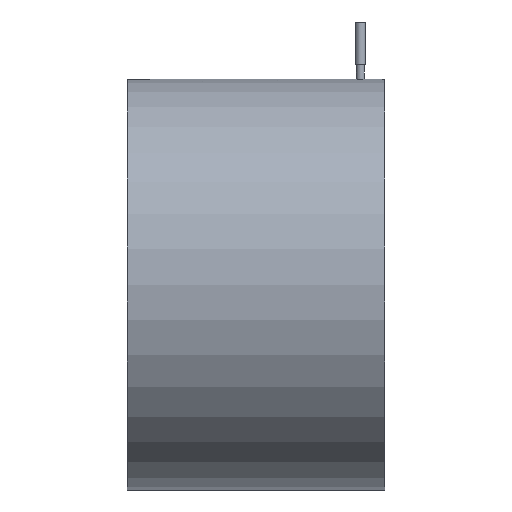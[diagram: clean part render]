
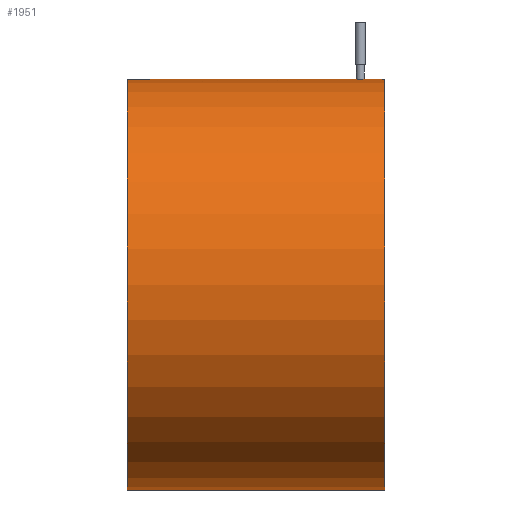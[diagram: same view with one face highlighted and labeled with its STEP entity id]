
A CAD part, front view. The second image highlights one B-rep face of the part: STEP entity #1951.
In plain terms, the highlighted cylindrical face has radius 122.682 mm (diameter 245.364 mm), a partial arc.
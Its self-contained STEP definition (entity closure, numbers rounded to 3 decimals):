
#1744=CARTESIAN_POINT('POINT109',(141.605,0.,
   122.682));
#1745=VERTEX_POINT('VERTEX109',#1744);
#1753=CARTESIAN_POINT('POINT110',(136.779,0.,
   122.682));
#1754=VERTEX_POINT('VERTEX110',#1753);
#1761=CARTESIAN_POINT('POINT111',(139.192,-2.413,
   122.658));
#1762=VERTEX_POINT('VERTEX111',#1761);
#1763=B_SPLINE_CURVE_WITH_KNOTS('SPLINE_CRV1',3,(#1764,#1765,#1766,#1767
   ,#1768,#1769,#1770,#1771,#1772,#1773),.UNSPECIFIED.,.F.,.F.,(4,2,2,2,
   4),(0.,0.036,0.072,
   0.107,0.143),.UNSPECIFIED.);
#1764=CARTESIAN_POINT('',(139.192,-2.413,122.658
   ));
#1765=CARTESIAN_POINT('',(138.889,-2.413,
   122.658));
#1766=CARTESIAN_POINT('',(138.566,-2.352,
   122.66));
#1767=CARTESIAN_POINT('',(137.971,-2.106,
   122.664));
#1768=CARTESIAN_POINT('',(137.7,-1.92,
   122.667));
#1769=CARTESIAN_POINT('',(137.272,-1.492,
   122.673));
#1770=CARTESIAN_POINT('',(137.086,-1.221,
   122.676));
#1771=CARTESIAN_POINT('',(136.84,-0.626,
   122.681));
#1772=CARTESIAN_POINT('',(136.779,-0.303,
   122.682));
#1773=CARTESIAN_POINT('',(136.779,0.,
   122.682));
#1774=EDGE_CURVE('EDGE177',#1762,#1754,#1763,.T.);
#1776=B_SPLINE_CURVE_WITH_KNOTS('SPLINE_CRV2',3,(#1777,#1778,#1779,#1780
   ,#1781,#1782,#1783,#1784,#1785,#1786),.UNSPECIFIED.,.F.,.F.,(4,2,2,2,
   4),(0.429,0.465,0.501
   ,0.537,0.573),.UNSPECIFIED.);
#1777=CARTESIAN_POINT('',(141.605,0.,
   122.682));
#1778=CARTESIAN_POINT('',(141.605,-0.303,
   122.682));
#1779=CARTESIAN_POINT('',(141.544,-0.626,
   122.681));
#1780=CARTESIAN_POINT('',(141.298,-1.221,
   122.676));
#1781=CARTESIAN_POINT('',(141.112,-1.492,
   122.673));
#1782=CARTESIAN_POINT('',(140.684,-1.92,
   122.667));
#1783=CARTESIAN_POINT('',(140.413,-2.106,
   122.664));
#1784=CARTESIAN_POINT('',(139.818,-2.352,
   122.66));
#1785=CARTESIAN_POINT('',(139.495,-2.413,
   122.658));
#1786=CARTESIAN_POINT('',(139.192,-2.413,122.658
   ));
#1787=EDGE_CURVE('EDGE178',#1745,#1762,#1776,.T.);
#1852=CARTESIAN_POINT('POINT112',(0.,
   0.,122.682));
#1853=VERTEX_POINT('VERTEX112',#1852);
#1854=CARTESIAN_POINT('POINT113',(0.,
   0.,-122.682));
#1855=VERTEX_POINT('VERTEX113',#1854);
#1856=CARTESIAN_POINT('POS171',(0.,0.,0.)
   );
#1857=DIRECTION('DIR273',(-1.,0.,0.));
#1858=DIRECTION('DIR274',(0.,0.,1.));
#1859=AXIS2_PLACEMENT_3D('AXIS103',#1856,#1857,#1858);
#1860=CIRCLE('ELLIPSE55',#1859,122.682);
#1863=EDGE_CURVE('EDGE181',#1855,#1853,#1860,.T.);
#1901=CARTESIAN_POINT('POINT114',(153.67,0.,
   122.682));
#1902=VERTEX_POINT('VERTEX114',#1901);
#1903=CARTESIAN_POINT('POINT115',(153.67,0.,
   -122.682));
#1904=VERTEX_POINT('VERTEX115',#1903);
#1905=CARTESIAN_POINT('POS173',(153.67,0.,0.));
#1906=DIRECTION('DIR277',(-1.,0.,0.));
#1907=DIRECTION('DIR278',(0.,0.,1.));
#1908=AXIS2_PLACEMENT_3D('AXIS105',#1905,#1906,#1907);
#1909=CIRCLE('ELLIPSE56',#1908,122.682);
#1912=EDGE_CURVE('EDGE183',#1904,#1902,#1909,.T.);
#1922=CARTESIAN_POINT('POS175',(76.835,0.,
   122.682));
#1923=DIRECTION('DIR281',(-1.,0.,0.));
#1924=VECTOR('VEC69',#1923,1.);
#1925=LINE('STRAIGHT69',#1922,#1924);
#1926=EDGE_CURVE('EDGE184',#1902,#1745,#1925,.T.);
#1927=ORIENTED_EDGE('COEDGE360',*,*,#1926,.T.);
#1928=ORIENTED_EDGE('COEDGE361',*,*,#1787,.T.);
#1929=ORIENTED_EDGE('COEDGE362',*,*,#1774,.T.);
#1930=CARTESIAN_POINT('POS176',(76.835,0.,
   122.682));
#1931=DIRECTION('DIR282',(-1.,0.,0.));
#1932=VECTOR('VEC70',#1931,1.);
#1933=LINE('STRAIGHT70',#1930,#1932);
#1934=EDGE_CURVE('EDGE185',#1754,#1853,#1933,.T.);
#1935=ORIENTED_EDGE('COEDGE363',*,*,#1934,.T.);
#1936=ORIENTED_EDGE('COEDGE364',*,*,#1863,.F.);
#1937=CARTESIAN_POINT('POS177',(76.835,0.,
   -122.682));
#1938=DIRECTION('DIR283',(1.,0.,0.));
#1939=VECTOR('VEC71',#1938,1.);
#1940=LINE('STRAIGHT71',#1937,#1939);
#1941=EDGE_CURVE('EDGE186',#1855,#1904,#1940,.T.);
#1942=ORIENTED_EDGE('COEDGE365',*,*,#1941,.T.);
#1943=ORIENTED_EDGE('COEDGE366',*,*,#1912,.T.);
#1944=EDGE_LOOP('NONE',(#1927,#1928,#1929,#1935,#1936,#1942,#1943));
#1945=FACE_BOUND('LOOP1',#1944,.T.);
#1946=CARTESIAN_POINT('POS178',(76.835,0.,0.));
#1947=DIRECTION('DIR284',(-1.,0.,0.));
#1948=DIRECTION('DIR285',(0.,0.,1.));
#1949=AXIS2_PLACEMENT_3D('AXIS107',#1946,#1947,#1948);
#1950=CYLINDRICAL_SURFACE('CONE_SURF35',#1949,122.682);
#1951=ADVANCED_FACE('FACE85',(#1945),#1950,.T.);
